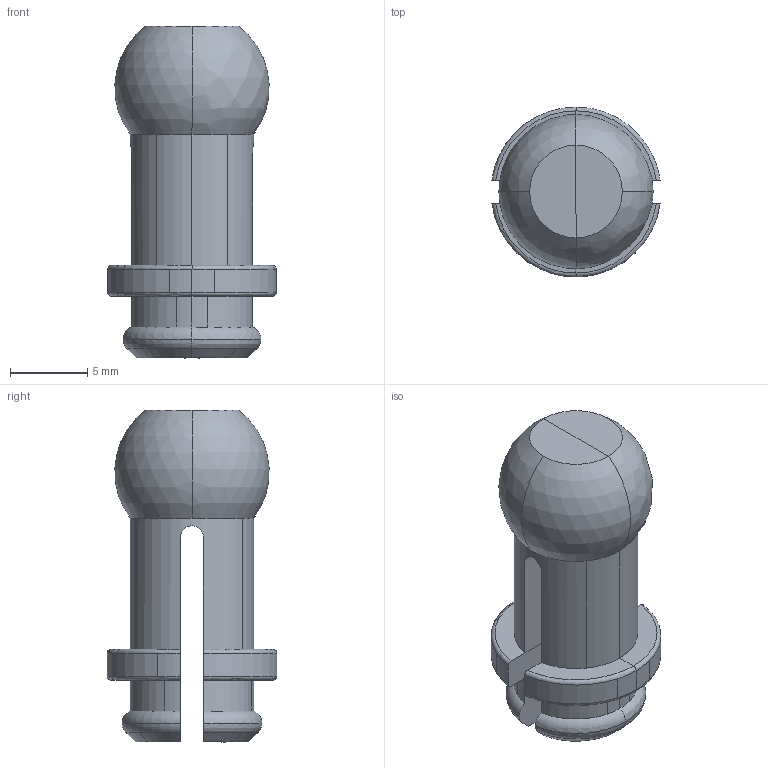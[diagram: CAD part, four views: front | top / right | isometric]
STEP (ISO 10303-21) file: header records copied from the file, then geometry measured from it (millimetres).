
FILE_DESCRIPTION((''),'2;1');
FILE_NAME('SDP.stp','2020-04-21T01:10:59',(''),(''),'AutoCAD STEP 2000i','AutoCAD 2000i',', , ');
FILE_SCHEMA(('CONFIG_CONTROL_DESIGN'));
Length unit declared in the file: millimetre
Products named in the file (2): SDP; PART1
Assembly tree (1 placements, depth 2):
  SDP
    PART1
Bounding box: 10.9 x 11 x 21.5 mm (x, y, z)
Volume: 966.7 mm3; surface area: 1051.9 mm2
Topology: 1 solids, 1 shells, 82 faces, 208 edges, 125 vertices
Faces by surface type: cylinder 32, bspline 28, torus 8, cone 8, plane 4, sphere 2
Entity records: 3013 total; most frequent: CARTESIAN_POINT 1013, ORIENTED_EDGE 408, DIRECTION 406, EDGE_CURVE 204, AXIS2_PLACEMENT_3D 166, VERTEX_POINT 124, CIRCLE 110, EDGE_LOOP 82
